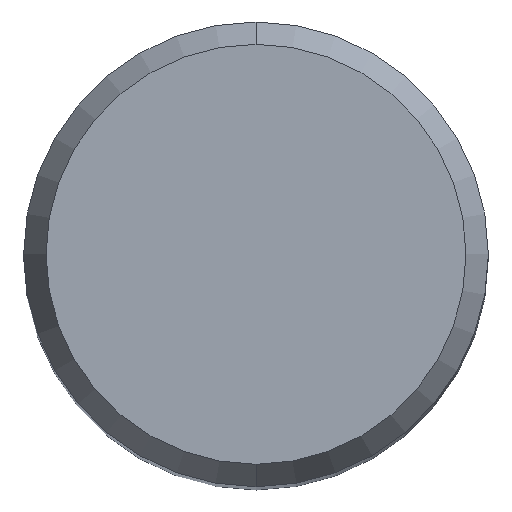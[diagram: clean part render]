
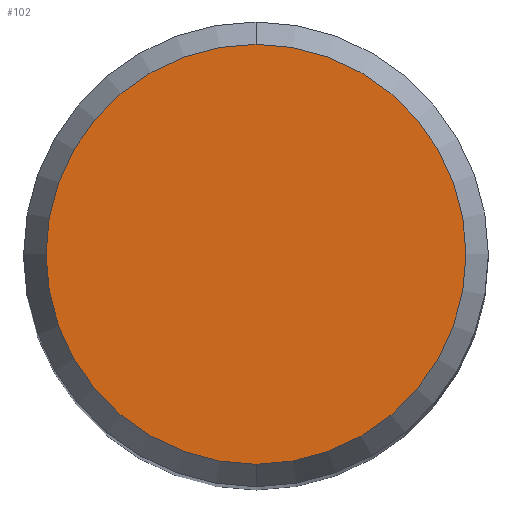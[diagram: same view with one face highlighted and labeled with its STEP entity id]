
A CAD part, top view. The second image highlights one B-rep face of the part: STEP entity #102.
In plain terms, the highlighted planar face has unit normal (0, 0, 1).
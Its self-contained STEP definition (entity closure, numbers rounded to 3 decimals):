
#102=ADVANCED_FACE('',(#239),#240,.T.);
#152=EDGE_CURVE('',#176,#174,#298,.T.);
#166=EDGE_CURVE('',#174,#176,#314,.T.);
#174=VERTEX_POINT('',#325);
#176=VERTEX_POINT('',#327);
#239=FACE_OUTER_BOUND('',#386,.T.);
#240=PLANE('',#387);
#298=CIRCLE('',#458,4.304);
#314=CIRCLE('',#480,4.304);
#325=CARTESIAN_POINT('',(0.0,4.304,0.01));
#327=CARTESIAN_POINT('',(0.,-4.304,0.01));
#386=EDGE_LOOP('',(#547,#548));
#387=AXIS2_PLACEMENT_3D('',#549,#550,#551);
#458=AXIS2_PLACEMENT_3D('',#625,#626,#627);
#480=AXIS2_PLACEMENT_3D('',#652,#653,#654);
#547=ORIENTED_EDGE('',*,*,#166,.F.);
#548=ORIENTED_EDGE('',*,*,#152,.F.);
#549=CARTESIAN_POINT('',(0.0,2.152,0.01));
#550=DIRECTION('',(-0.0,0.0,1.0));
#551=DIRECTION('',(0.0,-1.0,0.0));
#625=CARTESIAN_POINT('',(0.0,0.0,0.01));
#626=DIRECTION('',(0.0,0.0,-1.0));
#627=DIRECTION('',(0.0,1.0,0.0));
#652=CARTESIAN_POINT('',(0.0,0.0,0.01));
#653=DIRECTION('',(0.0,0.0,-1.0));
#654=DIRECTION('',(0.0,1.0,0.0));
